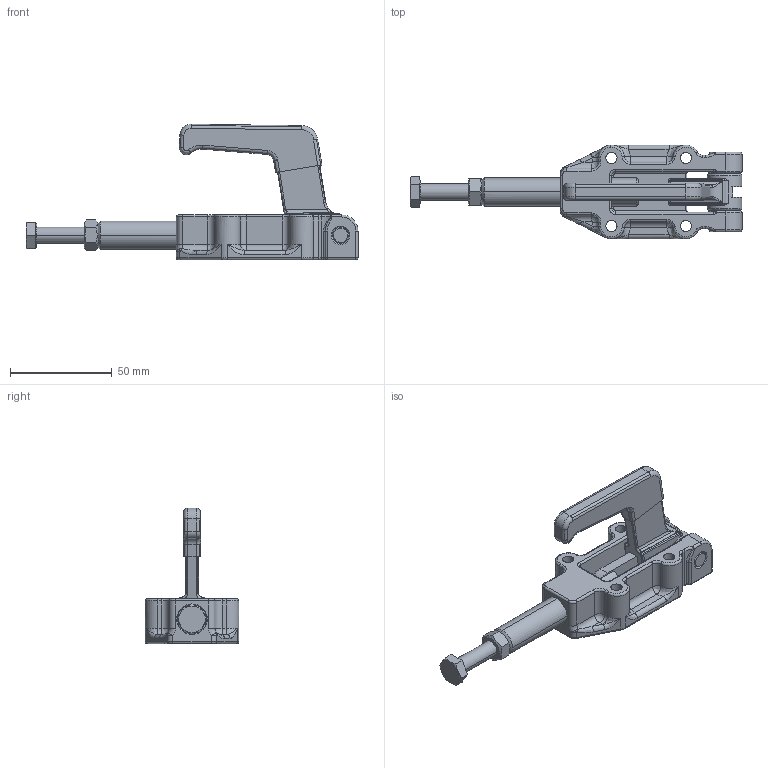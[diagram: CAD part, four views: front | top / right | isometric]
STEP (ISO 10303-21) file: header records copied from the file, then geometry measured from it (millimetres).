
FILE_DESCRIPTION((''),'2;1');
FILE_NAME('CP95.stp','2009-10-27T15:39:14',('David'),(''),'Autodesk Inventor 8','Autodesk Inventor 8','');
FILE_SCHEMA(('AUTOMOTIVE_DESIGN { 1 0 10303 214 1 1 1 1 }'));
Length unit declared in the file: millimetre
Products named in the file (7): CP95; CP95 BODY; CP95 HANDLE ASSEMBLY; CP95 PLUNGER ASSEMBLY; CP95 LINK; ISO 4017  (Regular Thread) M8 x 65; ISO 4032 - M8
Assembly tree (6 placements, depth 2):
  CP95
    CP95 BODY
    CP95 HANDLE ASSEMBLY
    CP95 PLUNGER ASSEMBLY
    CP95 LINK
    ISO 4017  (Regular Thread) M8 x 65
    ISO 4032 - M8
Bounding box: 162.75 x 46 x 66.44 mm (x, y, z)
Volume: 72843.9 mm3; surface area: 34077.9 mm2
Topology: 6 solids, 6 shells, 459 faces, 1099 edges, 642 vertices
Faces by surface type: cylinder 203, plane 78, torus 60, bspline 52, cone 50, sphere 16
Entity records: 17667 total; most frequent: CARTESIAN_POINT 6938, DIRECTION 2378, ORIENTED_EDGE 2164, EDGE_CURVE 1082, AXIS2_PLACEMENT_3D 984, VERTEX_POINT 642, CIRCLE 557, EDGE_LOOP 490
